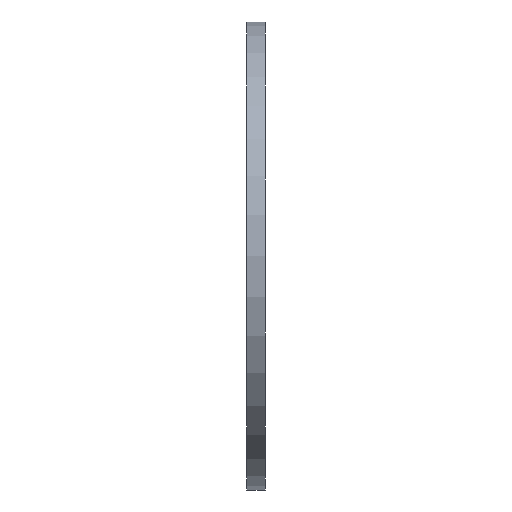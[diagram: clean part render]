
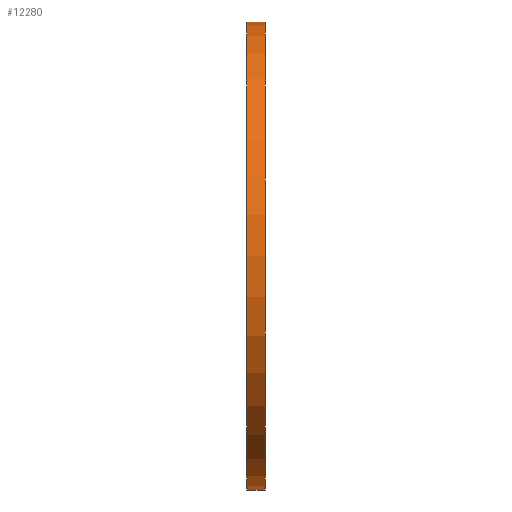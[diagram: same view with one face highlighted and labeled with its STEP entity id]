
A CAD part, left-side view. The second image highlights one B-rep face of the part: STEP entity #12280.
In plain terms, the highlighted cylindrical face has radius 75 mm (diameter 150 mm), a partial arc.
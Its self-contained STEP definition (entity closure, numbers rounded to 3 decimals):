
#546 = DIRECTION ( 'NONE',  ( 0., 1., 0. ) ) ;
#892 = DIRECTION ( 'NONE',  ( 0., 0., 1. ) ) ;
#1361 = CYLINDRICAL_SURFACE ( 'NONE', #3176, 75. ) ;
#1593 = VERTEX_POINT ( 'NONE', #13037 ) ;
#2397 = ORIENTED_EDGE ( 'NONE', *, *, #11119, .F. ) ;
#2560 = CARTESIAN_POINT ( 'NONE',  ( 0., -3., 0. ) ) ;
#2973 = CARTESIAN_POINT ( 'NONE',  ( 0., 3., 0. ) ) ;
#3176 = AXIS2_PLACEMENT_3D ( 'NONE', #13746, #7387, #5434 ) ;
#3254 = EDGE_CURVE ( 'NONE', #1593, #10068, #4566, .T. ) ;
#3386 = FACE_OUTER_BOUND ( 'NONE', #9768, .T. ) ;
#4553 = CARTESIAN_POINT ( 'NONE',  ( 0., 3., -75. ) ) ;
#4566 = LINE ( 'NONE', #13446, #12694 ) ;
#5377 = EDGE_CURVE ( 'NONE', #7093, #11140, #11685, .T. ) ;
#5434 = DIRECTION ( 'NONE',  ( 0., 0., -1. ) ) ;
#6107 = ORIENTED_EDGE ( 'NONE', *, *, #10834, .T. ) ;
#6823 = AXIS2_PLACEMENT_3D ( 'NONE', #2973, #13556, #892 ) ;
#7093 = VERTEX_POINT ( 'NONE', #4553 ) ;
#7387 = DIRECTION ( 'NONE',  ( 0., -1., 0. ) ) ;
#8138 = DIRECTION ( 'NONE',  ( 0., -1., 0. ) ) ;
#8172 = VECTOR ( 'NONE', #9604, 1000. ) ;
#8784 = CIRCLE ( 'NONE', #10206, 75. ) ;
#8934 = DIRECTION ( 'NONE',  ( 0., 0., 1. ) ) ;
#9604 = DIRECTION ( 'NONE',  ( 0., -1., 0. ) ) ;
#9768 = EDGE_LOOP ( 'NONE', ( #11950, #2397, #12417, #6107 ) ) ;
#10068 = VERTEX_POINT ( 'NONE', #11153 ) ;
#10206 = AXIS2_PLACEMENT_3D ( 'NONE', #2560, #546, #8934 ) ;
#10318 = CARTESIAN_POINT ( 'NONE',  ( 0., -3., -75. ) ) ;
#10834 = EDGE_CURVE ( 'NONE', #11140, #10068, #8784, .T. ) ;
#11119 = EDGE_CURVE ( 'NONE', #7093, #1593, #11289, .T. ) ;
#11140 = VERTEX_POINT ( 'NONE', #10318 ) ;
#11153 = CARTESIAN_POINT ( 'NONE',  ( 0., -3., 75. ) ) ;
#11289 = CIRCLE ( 'NONE', #6823, 75. ) ;
#11685 = LINE ( 'NONE', #12857, #8172 ) ;
#11950 = ORIENTED_EDGE ( 'NONE', *, *, #3254, .F. ) ;
#12280 = ADVANCED_FACE ( 'NONE', ( #3386 ), #1361, .T. ) ;
#12417 = ORIENTED_EDGE ( 'NONE', *, *, #5377, .T. ) ;
#12694 = VECTOR ( 'NONE', #8138, 1000. ) ;
#12857 = CARTESIAN_POINT ( 'NONE',  ( 0., 3., -75. ) ) ;
#13037 = CARTESIAN_POINT ( 'NONE',  ( 0., 3., 75. ) ) ;
#13446 = CARTESIAN_POINT ( 'NONE',  ( 0., 3., 75. ) ) ;
#13556 = DIRECTION ( 'NONE',  ( 0., 1., 0. ) ) ;
#13746 = CARTESIAN_POINT ( 'NONE',  ( 0., 3., 0. ) ) ;
